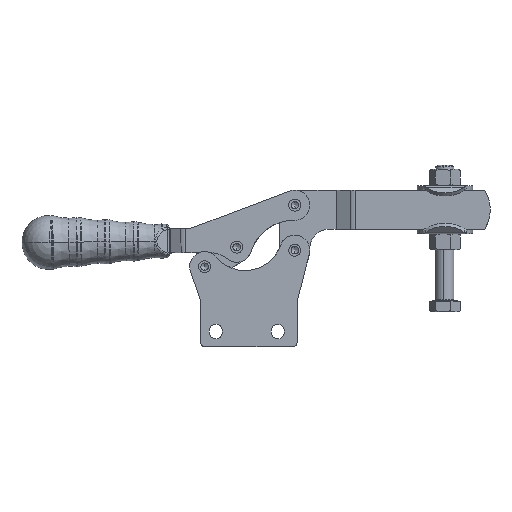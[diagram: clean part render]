
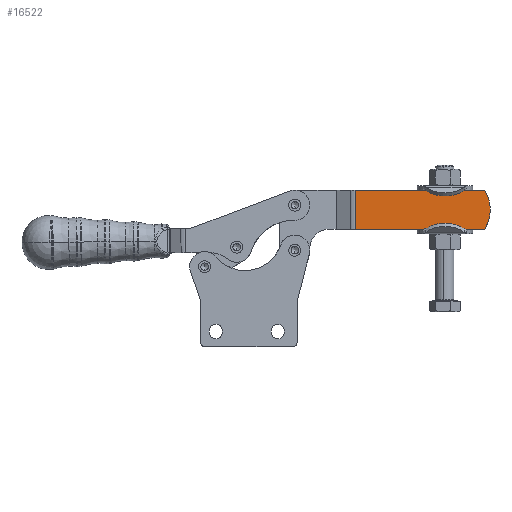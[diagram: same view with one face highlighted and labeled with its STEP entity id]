
A CAD part, top view. The second image highlights one B-rep face of the part: STEP entity #16522.
In plain terms, the highlighted planar face has unit normal (0, 0, 1).
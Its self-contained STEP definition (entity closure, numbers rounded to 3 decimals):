
#1934=CARTESIAN_POINT('',(109.797,78.15,1.25));
#1935=VERTEX_POINT('',#1934);
#1986=CARTESIAN_POINT('',(139.17,78.15,1.25));
#1987=VERTEX_POINT('',#1986);
#10863=CARTESIAN_POINT('',(139.17,78.15,1.25));
#10864=DIRECTION('',(-1.0,0.0,0.0));
#10865=VECTOR('',#10864,29.373);
#10866=LINE('',#10863,#10865);
#10867=EDGE_CURVE('',#1987,#1935,#10866,.T.);
#12128=CARTESIAN_POINT('',(150.896,78.15,1.25));
#12129=VERTEX_POINT('',#12128);
#12136=CARTESIAN_POINT('',(150.896,78.15,1.25));
#12137=DIRECTION('',(-1.0,0.0,0.0));
#12138=VECTOR('',#12137,11.726);
#12139=LINE('',#12136,#12138);
#12140=EDGE_CURVE('',#12129,#1987,#12139,.T.);
#12218=CARTESIAN_POINT('',(64.81,78.15,1.25));
#12219=VERTEX_POINT('',#12218);
#12220=CARTESIAN_POINT('',(109.797,78.15,1.25));
#12221=DIRECTION('',(-1.0,0.0,0.0));
#12222=VECTOR('',#12221,44.987);
#12223=LINE('',#12220,#12222);
#12224=EDGE_CURVE('',#1935,#12219,#12223,.T.);
#12362=CARTESIAN_POINT('',(139.17,104.15,1.25));
#12363=VERTEX_POINT('',#12362);
#12364=CARTESIAN_POINT('',(109.797,104.15,1.25));
#12365=VERTEX_POINT('',#12364);
#12366=CARTESIAN_POINT('',(139.17,104.15,1.25));
#12367=DIRECTION('',(-1.0,0.0,0.0));
#12368=VECTOR('',#12367,29.373);
#12369=LINE('',#12366,#12368);
#12370=EDGE_CURVE('',#12363,#12365,#12369,.T.);
#13619=CARTESIAN_POINT('',(150.896,104.15,1.25));
#13620=VERTEX_POINT('',#13619);
#13621=CARTESIAN_POINT('',(150.896,104.15,1.25));
#13622=DIRECTION('',(-1.0,0.0,0.0));
#13623=VECTOR('',#13622,11.726);
#13624=LINE('',#13621,#13623);
#13625=EDGE_CURVE('',#13620,#12363,#13624,.T.);
#13740=CARTESIAN_POINT('',(64.81,104.15,1.25));
#13741=VERTEX_POINT('',#13740);
#13749=CARTESIAN_POINT('',(109.797,104.15,1.25));
#13750=DIRECTION('',(-1.0,0.0,0.0));
#13751=VECTOR('',#13750,44.987);
#13752=LINE('',#13749,#13751);
#13753=EDGE_CURVE('',#12365,#13741,#13752,.T.);
#16289=CARTESIAN_POINT('',(129.542,91.15,1.25));
#16290=DIRECTION('',(0.,0.,1.0));
#16291=DIRECTION('',(0.854,0.52,0.));
#16292=AXIS2_PLACEMENT_3D('',#16289,#16290,#16291);
#16293=CIRCLE('',#16292,25.);
#16294=EDGE_CURVE('',#12129,#13620,#16293,.T.);
#16456=CARTESIAN_POINT('',(64.81,104.15,1.25));
#16457=DIRECTION('',(0.0,-1.0,0.0));
#16458=VECTOR('',#16457,26.0);
#16459=LINE('',#16456,#16458);
#16460=EDGE_CURVE('',#13741,#12219,#16459,.T.);
#16507=CARTESIAN_POINT('',(154.542,78.15,1.25));
#16508=DIRECTION('',(0.0,0.0,1.0));
#16509=DIRECTION('',(0.0,-1.0,0.0));
#16510=AXIS2_PLACEMENT_3D('',#16507,#16508,#16509);
#16511=PLANE('',#16510);
#16512=ORIENTED_EDGE('',*,*,#16294,.T.);
#16513=ORIENTED_EDGE('',*,*,#13625,.T.);
#16514=ORIENTED_EDGE('',*,*,#12370,.T.);
#16515=ORIENTED_EDGE('',*,*,#13753,.T.);
#16516=ORIENTED_EDGE('',*,*,#16460,.T.);
#16517=ORIENTED_EDGE('',*,*,#12224,.F.);
#16518=ORIENTED_EDGE('',*,*,#10867,.F.);
#16519=ORIENTED_EDGE('',*,*,#12140,.F.);
#16520=EDGE_LOOP('',(#16512,#16513,#16514,#16515,#16516,#16517,#16518,#16519));
#16521=FACE_OUTER_BOUND('',#16520,.T.);
#16522=ADVANCED_FACE('',(#16521),#16511,.T.);
